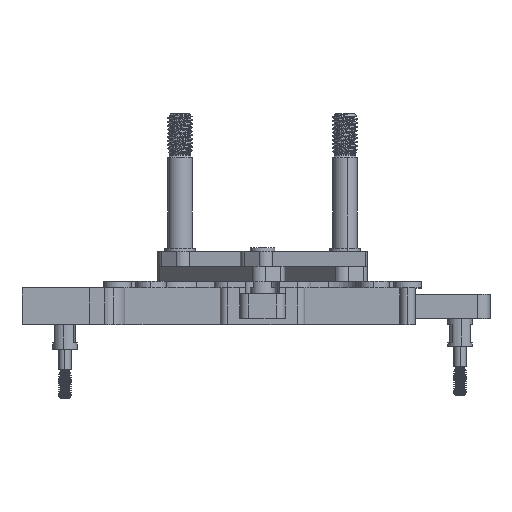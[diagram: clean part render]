
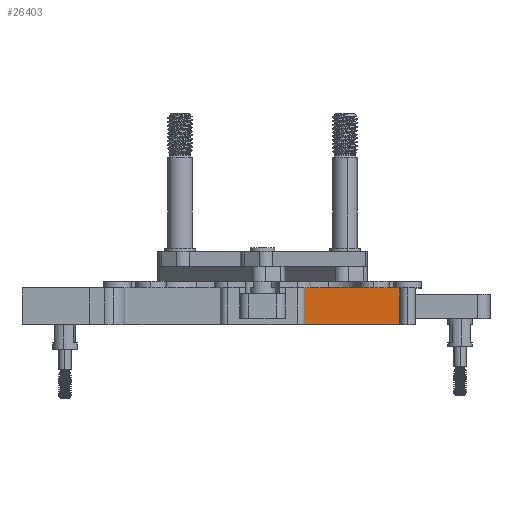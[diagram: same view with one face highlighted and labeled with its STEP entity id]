
A CAD part, top view. The second image highlights one B-rep face of the part: STEP entity #26403.
In plain terms, the highlighted planar face has unit normal (0, 0, 1).
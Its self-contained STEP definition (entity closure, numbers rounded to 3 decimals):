
#513 = EDGE_CURVE ( 'NONE', #24431, #34457, #8308, .T. ) ;
#3910 = CARTESIAN_POINT ( 'NONE',  ( 45., -2., 59.5 ) ) ;
#7015 = EDGE_LOOP ( 'NONE', ( #33060, #33897, #46522, #43140 ) ) ;
#7255 = VERTEX_POINT ( 'NONE', #3910 ) ;
#7952 = EDGE_CURVE ( 'NONE', #30498, #24431, #14172, .T. ) ;
#8152 = VECTOR ( 'NONE', #25560, 1000. ) ;
#8308 = LINE ( 'NONE', #19438, #17524 ) ;
#9682 = DIRECTION ( 'NONE',  ( 0., 0., -1. ) ) ;
#10632 = CARTESIAN_POINT ( 'NONE',  ( 0., -2., 59.5 ) ) ;
#12077 = CARTESIAN_POINT ( 'NONE',  ( 45., -8.627, 59.5 ) ) ;
#14172 = LINE ( 'NONE', #14398, #42027 ) ;
#14398 = CARTESIAN_POINT ( 'NONE',  ( 13.5, -8.627, 59.5 ) ) ;
#16789 = PLANE ( 'NONE',  #27721 ) ;
#17524 = VECTOR ( 'NONE', #33428, 1000. ) ;
#17968 = DIRECTION ( 'NONE',  ( 0., 1., 0. ) ) ;
#19438 = CARTESIAN_POINT ( 'NONE',  ( 0., 10., 59.5 ) ) ;
#19766 = CARTESIAN_POINT ( 'NONE',  ( 13.5, 10., 59.5 ) ) ;
#21767 = LINE ( 'NONE', #10632, #8152 ) ;
#22623 = CARTESIAN_POINT ( 'NONE',  ( 13.5, -2., 59.5 ) ) ;
#24132 = DIRECTION ( 'NONE',  ( -1., 0., 0. ) ) ;
#24431 = VERTEX_POINT ( 'NONE', #19766 ) ;
#25560 = DIRECTION ( 'NONE',  ( 1., 0., 0. ) ) ;
#26403 = ADVANCED_FACE ( 'NONE', ( #42369 ), #16789, .F. ) ;
#27721 = AXIS2_PLACEMENT_3D ( 'NONE', #45222, #9682, #24132 ) ;
#27734 = EDGE_CURVE ( 'NONE', #30498, #7255, #21767, .T. ) ;
#30498 = VERTEX_POINT ( 'NONE', #22623 ) ;
#33060 = ORIENTED_EDGE ( 'NONE', *, *, #27734, .T. ) ;
#33428 = DIRECTION ( 'NONE',  ( 1., 0., 0. ) ) ;
#33897 = ORIENTED_EDGE ( 'NONE', *, *, #36954, .T. ) ;
#34457 = VERTEX_POINT ( 'NONE', #44628 ) ;
#36954 = EDGE_CURVE ( 'NONE', #7255, #34457, #44528, .T. ) ;
#40403 = VECTOR ( 'NONE', #40984, 1000. ) ;
#40984 = DIRECTION ( 'NONE',  ( 0., 1., 0. ) ) ;
#42027 = VECTOR ( 'NONE', #17968, 1000. ) ;
#42369 = FACE_OUTER_BOUND ( 'NONE', #7015, .T. ) ;
#43140 = ORIENTED_EDGE ( 'NONE', *, *, #7952, .F. ) ;
#44528 = LINE ( 'NONE', #12077, #40403 ) ;
#44628 = CARTESIAN_POINT ( 'NONE',  ( 45., 10., 59.5 ) ) ;
#45222 = CARTESIAN_POINT ( 'NONE',  ( 0., -2., 59.5 ) ) ;
#46522 = ORIENTED_EDGE ( 'NONE', *, *, #513, .F. ) ;
